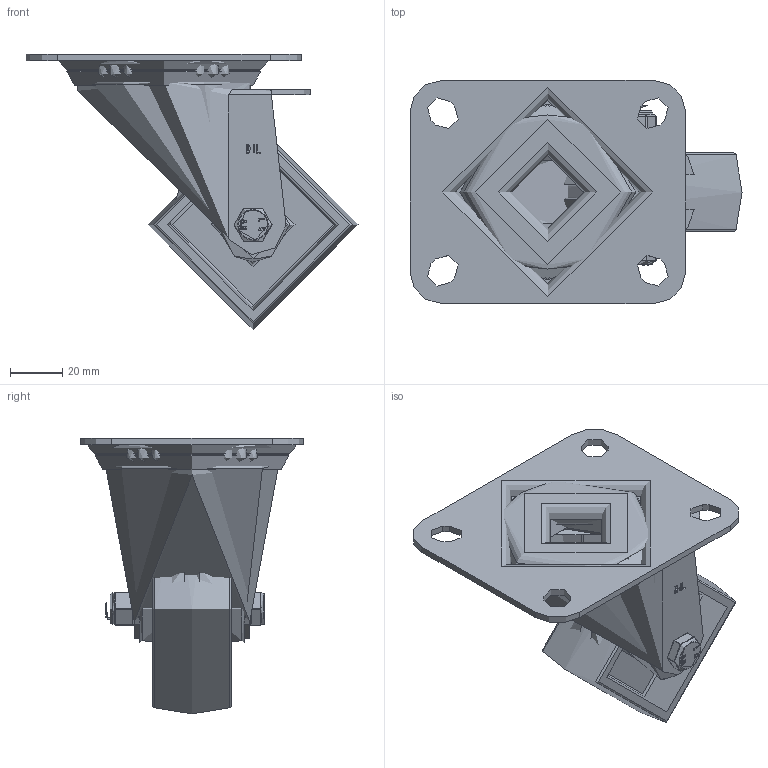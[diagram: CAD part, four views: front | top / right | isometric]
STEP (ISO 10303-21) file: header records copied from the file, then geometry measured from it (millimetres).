
FILE_DESCRIPTION(/* description */ (''),/* implementation_level */ '2;1');
FILE_NAME(/* name */ 'BZMM80NYB.step',/* time_stamp */ '2024-05-17T15:44:12+01:00',/* author */ (''),/* organization */ (''),/* preprocessor_version */ 'ST-DEVELOPER v20',/* originating_system */ 'Autodesk Translation Framework v13.14.0.145',/* authorisation */ '');
FILE_SCHEMA (('AUTOMOTIVE_DESIGN { 1 0 10303 214 3 1 1 }'));
Length unit declared in the file: millimetre
Products named in the file (24): BZMM80NYB; BZMM80AS - 2 v1; ZINC PLATED, PRESSED STEEL TOP PLATE 1; ZINC PLATED, PRESSED STEEL TOP PLATE 1 Geometry; BALL BEARINGS; Component1; ZINC PLATED, PRESSED STEEL FORKS; BEARING SEAL; BZMM80WNYRB v1; NYLON WHEEL; WHEEL; CAP; ROLLER BEARING; CAGE; ribs; Component2; TUBEM12X40 v1; ZINC PLATED STEEL TUBE; HEXBOLTM8X55Z8.8 v2; GRADE 8.8 ZINC PLATED BOLT; NYLOCM8Z v1; NYLOC NUT; NUT; RUBBER
Assembly tree (53 placements, depth 5):
  BZMM80NYB
    BZMM80AS - 2 v1
      ZINC PLATED, PRESSED STEEL TOP PLATE 1
        ZINC PLATED, PRESSED STEEL TOP PLATE 1 Geometry
        BALL BEARINGS
          Component1  x24
      ZINC PLATED, PRESSED STEEL FORKS
      BEARING SEAL
    BZMM80WNYRB v1
      NYLON WHEEL
        WHEEL
        CAP
      ROLLER BEARING
        CAGE
        ribs
          Component2  x8
    TUBEM12X40 v1
      ZINC PLATED STEEL TUBE
    HEXBOLTM8X55Z8.8 v2
      GRADE 8.8 ZINC PLATED BOLT
    NYLOCM8Z v1
      NYLOC NUT
        NUT
        RUBBER
Bounding box: 126.5 x 85 x 105 mm (x, y, z)
Volume: 133192.6 mm3; surface area: 85678.7 mm2
Topology: 42 solids, 42 shells, 492 faces, 1213 edges, 760 vertices
Faces by surface type: plane 189, cylinder 183, sphere 48, bspline 39, torus 22, cone 11
Full cylindrical faces by diameter (mm): 0.664 x2, 3.75 x8, 6.446 x7, 7.866 x13, 8 x3, 8.2 x2, 8.4 x1, 8.6 x2, 11.5 x1, 11.9 x1, 12.1 x1, 12.4 x2, 12.5 x1, 19.5 x2, 23 x2, 27.5 x1, 28 x2, 31.5 x1, 48 x2, 62 x1, 66 x1
Entity records: 20089 total; most frequent: CARTESIAN_POINT 8656, DIRECTION 2287, ORIENTED_EDGE 2230, EDGE_CURVE 1115, AXIS2_PLACEMENT_3D 863, VERTEX_POINT 700, LINE 561, VECTOR 561
